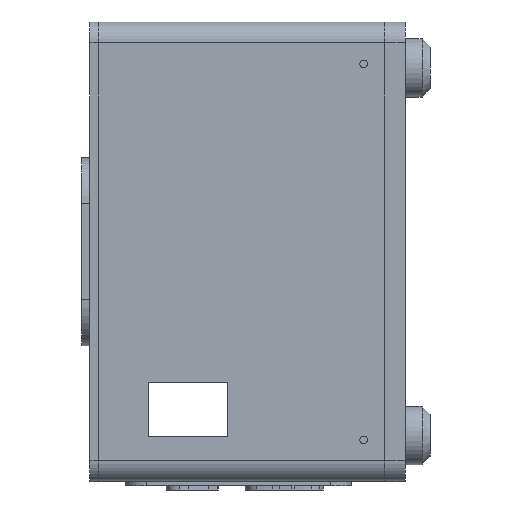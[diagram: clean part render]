
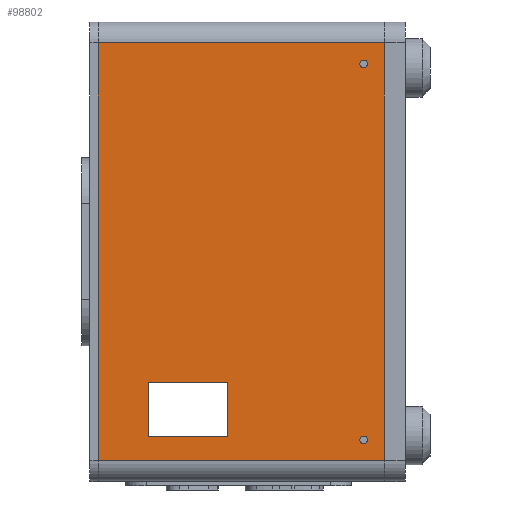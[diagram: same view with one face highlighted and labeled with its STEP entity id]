
A CAD part, left-side view. The second image highlights one B-rep face of the part: STEP entity #98802.
In plain terms, the highlighted planar face has unit normal (-1, 0, 0).
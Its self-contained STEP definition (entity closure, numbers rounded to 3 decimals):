
#2290=FACE_BOUND('',#15361,.T.);
#2291=FACE_BOUND('',#15362,.T.);
#2292=FACE_BOUND('',#15363,.T.);
#3946=CIRCLE('',#106372,0.9);
#3947=CIRCLE('',#106374,0.9);
#9630=FACE_OUTER_BOUND('',#15360,.T.);
#15360=EDGE_LOOP('',(#86905,#86906,#86907,#86908));
#15361=EDGE_LOOP('',(#86909,#86910,#86911,#86912));
#15362=EDGE_LOOP('',(#86913));
#15363=EDGE_LOOP('',(#86914));
#26596=LINE('',#167110,#38143);
#26598=LINE('',#167114,#38145);
#26600=LINE('',#167118,#38147);
#26602=LINE('',#167121,#38149);
#26607=LINE('',#167136,#38154);
#26612=LINE('',#167151,#38159);
#26643=LINE('',#167252,#38190);
#26644=LINE('',#167253,#38191);
#38143=VECTOR('',#130614,10.);
#38145=VECTOR('',#130618,10.);
#38147=VECTOR('',#130622,10.);
#38149=VECTOR('',#130626,10.);
#38154=VECTOR('',#130639,10.);
#38159=VECTOR('',#130654,10.);
#38190=VECTOR('',#130771,10.);
#38191=VECTOR('',#130772,10.);
#46969=VERTEX_POINT('',#167107);
#46970=VERTEX_POINT('',#167109);
#46971=VERTEX_POINT('',#167113);
#46972=VERTEX_POINT('',#167117);
#46977=VERTEX_POINT('',#167132);
#46978=VERTEX_POINT('',#167134);
#46983=VERTEX_POINT('',#167149);
#47008=VERTEX_POINT('',#167243);
#47009=VERTEX_POINT('',#167247);
#47010=VERTEX_POINT('',#167251);
#60401=EDGE_CURVE('',#46970,#46969,#26596,.T.);
#60403=EDGE_CURVE('',#46971,#46970,#26598,.T.);
#60405=EDGE_CURVE('',#46972,#46971,#26600,.T.);
#60407=EDGE_CURVE('',#46969,#46972,#26602,.T.);
#60414=EDGE_CURVE('',#46978,#46977,#26607,.T.);
#60422=EDGE_CURVE('',#46978,#46983,#26612,.T.);
#60468=EDGE_CURVE('',#47008,#47008,#3946,.T.);
#60470=EDGE_CURVE('',#47009,#47009,#3947,.T.);
#60472=EDGE_CURVE('',#47010,#46977,#26643,.T.);
#60473=EDGE_CURVE('',#47010,#46983,#26644,.T.);
#86905=ORIENTED_EDGE('',*,*,#60472,.T.);
#86906=ORIENTED_EDGE('',*,*,#60414,.F.);
#86907=ORIENTED_EDGE('',*,*,#60422,.T.);
#86908=ORIENTED_EDGE('',*,*,#60473,.F.);
#86909=ORIENTED_EDGE('',*,*,#60405,.T.);
#86910=ORIENTED_EDGE('',*,*,#60403,.T.);
#86911=ORIENTED_EDGE('',*,*,#60401,.T.);
#86912=ORIENTED_EDGE('',*,*,#60407,.T.);
#86913=ORIENTED_EDGE('',*,*,#60468,.T.);
#86914=ORIENTED_EDGE('',*,*,#60470,.T.);
#93570=PLANE('',#106375);
#98802=ADVANCED_FACE('',(#9630,#2290,#2291,#2292),#93570,.T.);
#106372=AXIS2_PLACEMENT_3D('',#167244,#130761,#130762);
#106374=AXIS2_PLACEMENT_3D('',#167248,#130766,#130767);
#106375=AXIS2_PLACEMENT_3D('',#167250,#130769,#130770);
#130614=DIRECTION('',(0.,0.,-1.));
#130618=DIRECTION('',(0.,-1.,0.));
#130622=DIRECTION('',(0.,0.,1.));
#130626=DIRECTION('',(0.,1.,0.));
#130639=DIRECTION('',(0.,1.,0.));
#130654=DIRECTION('',(0.,0.,1.));
#130761=DIRECTION('center_axis',(1.,0.,0.));
#130762=DIRECTION('ref_axis',(0.,0.,1.));
#130766=DIRECTION('center_axis',(1.,0.,0.));
#130767=DIRECTION('ref_axis',(0.,0.,1.));
#130769=DIRECTION('center_axis',(-1.,0.,0.));
#130770=DIRECTION('ref_axis',(0.,-1.,0.));
#130771=DIRECTION('',(0.,0.,-1.));
#130772=DIRECTION('',(0.,-1.,0.));
#167107=CARTESIAN_POINT('',(-55.,2.566,-44.237));
#167109=CARTESIAN_POINT('',(-55.,2.566,-31.237));
#167110=CARTESIAN_POINT('',(-55.,2.566,-15.619));
#167113=CARTESIAN_POINT('',(-55.,21.566,-31.237));
#167114=CARTESIAN_POINT('',(-55.,28.283,-31.237));
#167117=CARTESIAN_POINT('',(-55.,21.566,-44.237));
#167118=CARTESIAN_POINT('',(-55.,21.566,-22.119));
#167121=CARTESIAN_POINT('',(-55.,18.783,-44.237));
#167132=CARTESIAN_POINT('',(-55.,33.5,-50.));
#167134=CARTESIAN_POINT('',(-55.,-35.,-50.));
#167136=CARTESIAN_POINT('',(-55.,17.5,-50.));
#167149=CARTESIAN_POINT('',(-55.,-35.,50.));
#167151=CARTESIAN_POINT('',(-55.,-35.,0.));
#167243=CARTESIAN_POINT('',(-55.,-30.,44.1));
#167244=CARTESIAN_POINT('Origin',(-55.,-30.,45.));
#167247=CARTESIAN_POINT('',(-55.,-30.,-45.9));
#167248=CARTESIAN_POINT('Origin',(-55.,-30.,-45.));
#167250=CARTESIAN_POINT('Origin',(-55.,35.,0.));
#167251=CARTESIAN_POINT('',(-55.,33.5,50.));
#167252=CARTESIAN_POINT('',(-55.,33.5,0.));
#167253=CARTESIAN_POINT('',(-55.,17.5,50.));
